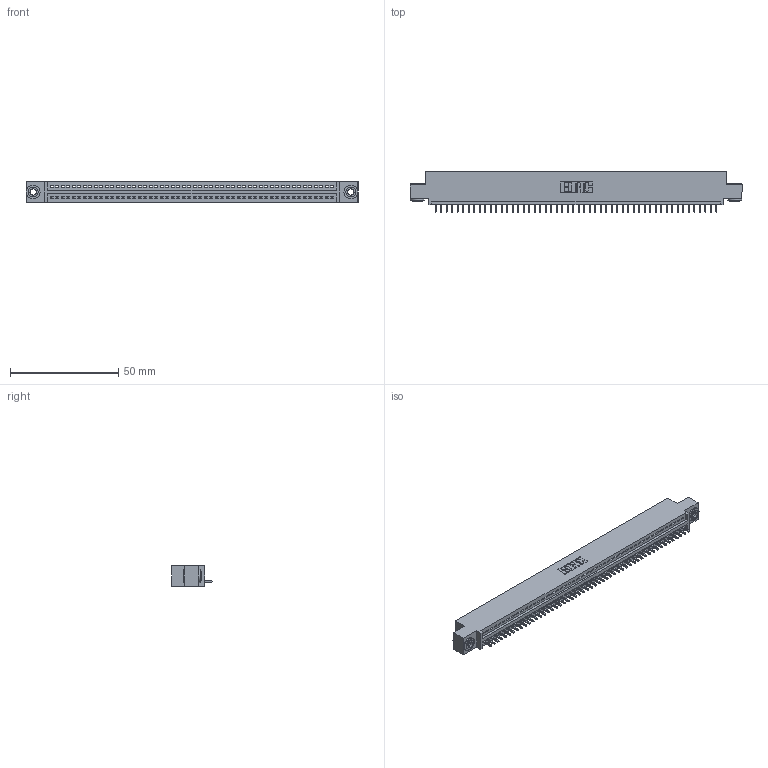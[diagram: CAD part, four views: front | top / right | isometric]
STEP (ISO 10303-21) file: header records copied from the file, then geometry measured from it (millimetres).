
FILE_DESCRIPTION (( 'STEP AP203' ), '1' );
FILE_NAME ('345-052-521-403.STEP', '2018-09-22T20:11:52', ( '' ), ( '' ), 'SwSTEP 2.0', 'SolidWorks 2016', '' );
FILE_SCHEMA (( 'CONFIG_CONTROL_DESIGN' ));
Length unit declared in the file: inch
Products named in the file (4): 345 Part_0.110 Offset - 0.156 Dia-TH; 345-292-001_345-293-121; 345-250-002_345-250-002-102; 345-052-521-403
Assembly tree (55 placements, depth 2):
  345-052-521-403
    345 Part_0.110 Offset - 0.156 Dia-TH
    345-292-001_345-293-121  x52
    345-250-002_345-250-002-102  x2
Bounding box: 153.29 x 18.72 x 9.4 mm (x, y, z)
Volume: 14439.5 mm3; surface area: 19042.5 mm2
Topology: 55 solids, 55 shells, 3184 faces, 9581 edges, 6314 vertices
Faces by surface type: plane 2174, cylinder 1002, cone 8
Entity records: 38590 total; most frequent: CARTESIAN_POINT 6663, ORIENTED_EDGE 6642, DIRECTION 5835, EDGE_CURVE 3321, VECTOR 2957, LINE 2957, VERTEX_POINT 2210, AXIS2_PLACEMENT_3D 1439
